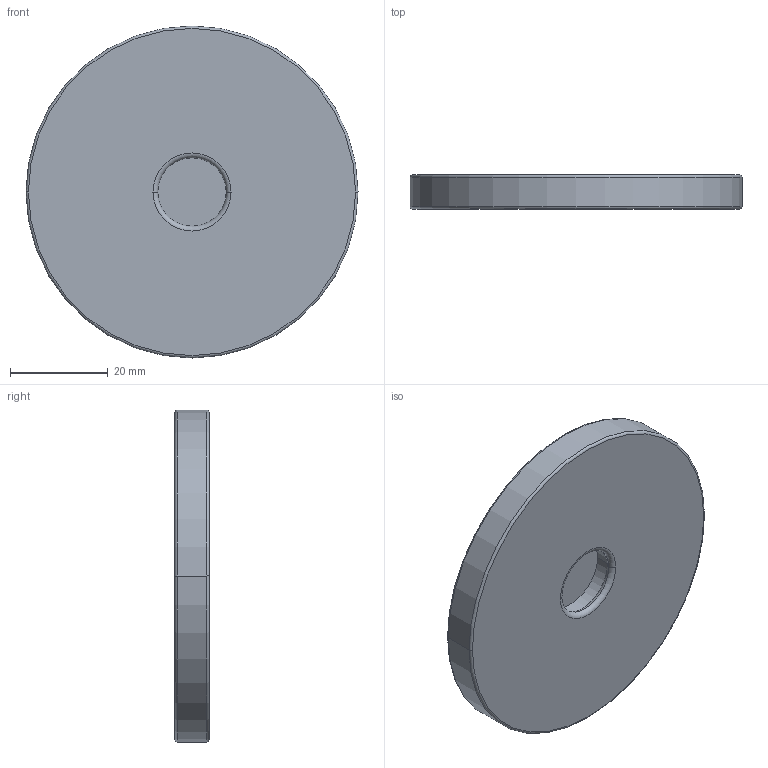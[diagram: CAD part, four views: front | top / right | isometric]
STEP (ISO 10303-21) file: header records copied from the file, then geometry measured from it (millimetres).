
FILE_DESCRIPTION (( 'STEP AP214' ), '1' );
FILE_NAME ('098dg080.STEP', '2014-08-13T08:29:42', ( '' ), ( '' ), 'SwSTEP 2.0', 'SolidWorks 2014', '' );
FILE_SCHEMA (( 'AUTOMOTIVE_DESIGN' ));
Length unit declared in the file: millimetre
Products named in the file (1): 098dg080
Bounding box: 68 x 7 x 68 mm (x, y, z)
Volume: 24078.2 mm3; surface area: 9026.8 mm2
Topology: 1 solids, 1 shells, 52 faces, 118 edges, 76 vertices
Faces by surface type: bspline 26, plane 10, torus 8, cylinder 8
Entity records: 3136 total; most frequent: CARTESIAN_POINT 2081, ORIENTED_EDGE 236, DIRECTION 152, EDGE_CURVE 118, VERTEX_POINT 76, EDGE_LOOP 60, AXIS2_PLACEMENT_3D 59, B_SPLINE_CURVE_WITH_KNOTS 52
